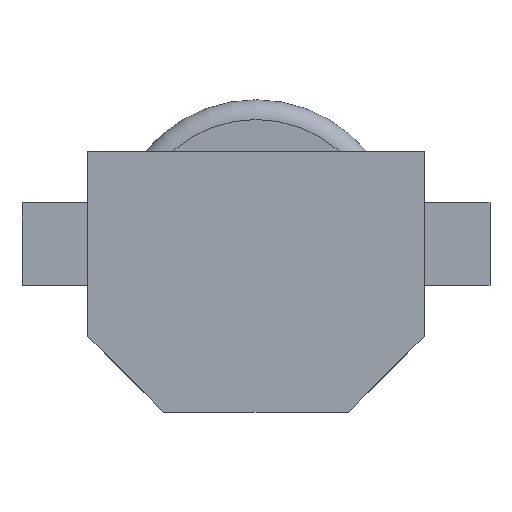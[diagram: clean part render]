
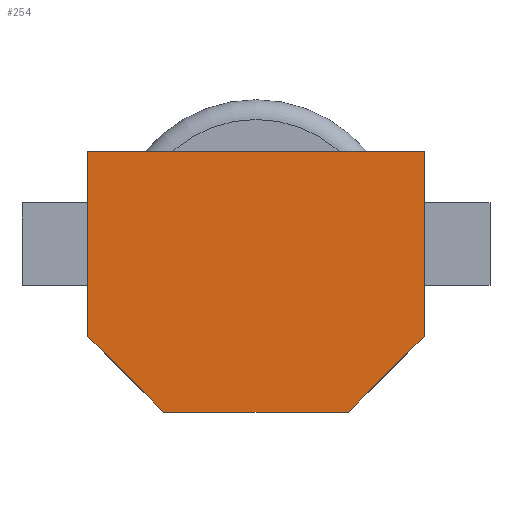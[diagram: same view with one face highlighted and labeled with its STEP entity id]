
A CAD part, top view. The second image highlights one B-rep face of the part: STEP entity #254.
In plain terms, the highlighted planar face has unit normal (0, 0, 1).
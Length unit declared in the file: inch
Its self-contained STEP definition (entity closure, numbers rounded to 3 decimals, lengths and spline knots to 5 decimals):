
#254=ADVANCED_FACE('',(#305),#281,.T.);
#281=PLANE('',#716);
#305=FACE_OUTER_BOUND('',#329,.T.);
#329=EDGE_LOOP('',(#411,#412,#413,#414,#415,#416));
#411=ORIENTED_EDGE('',*,*,#526,.T.);
#412=ORIENTED_EDGE('',*,*,#549,.T.);
#413=ORIENTED_EDGE('',*,*,#553,.T.);
#414=ORIENTED_EDGE('',*,*,#557,.T.);
#415=ORIENTED_EDGE('',*,*,#564,.T.);
#416=ORIENTED_EDGE('',*,*,#567,.T.);
#482=VERTEX_POINT('',#870);
#483=VERTEX_POINT('',#872);
#503=VERTEX_POINT('',#917);
#505=VERTEX_POINT('',#924);
#508=VERTEX_POINT('',#932);
#512=VERTEX_POINT('',#944);
#526=EDGE_CURVE('',#483,#482,#590,.T.);
#549=EDGE_CURVE('',#482,#503,#613,.T.);
#553=EDGE_CURVE('',#503,#505,#617,.T.);
#557=EDGE_CURVE('',#505,#508,#621,.T.);
#564=EDGE_CURVE('',#508,#512,#628,.T.);
#567=EDGE_CURVE('',#512,#483,#631,.T.);
#590=LINE('',#871,#650);
#613=LINE('',#918,#673);
#617=LINE('',#925,#677);
#621=LINE('',#933,#681);
#628=LINE('',#945,#688);
#631=LINE('',#951,#691);
#650=VECTOR('',#744,1.);
#673=VECTOR('',#773,1.);
#677=VECTOR('',#779,1.);
#681=VECTOR('',#785,1.);
#688=VECTOR('',#794,1.);
#691=VECTOR('',#799,1.);
#716=AXIS2_PLACEMENT_3D('',#954,#803,#804);
#744=DIRECTION('',(0.,-1.,0.));
#773=DIRECTION('',(0.707,-0.707,0.));
#779=DIRECTION('',(1.,0.,0.));
#785=DIRECTION('',(0.707,0.707,0.));
#794=DIRECTION('',(0.,1.,0.));
#799=DIRECTION('',(-1.,0.,0.));
#803=DIRECTION('',(0.,0.,1.));
#804=DIRECTION('',(1.,0.,0.));
#870=CARTESIAN_POINT('',(0.,0.115,0.1));
#871=CARTESIAN_POINT('',(0.,0.395,0.1));
#872=CARTESIAN_POINT('',(0.,0.395,0.1));
#917=CARTESIAN_POINT('',(0.115,0.,0.1));
#918=CARTESIAN_POINT('',(0.,0.115,0.1));
#924=CARTESIAN_POINT('',(0.395,0.,0.1));
#925=CARTESIAN_POINT('',(0.115,0.,0.1));
#932=CARTESIAN_POINT('',(0.51,0.115,0.1));
#933=CARTESIAN_POINT('',(0.395,0.,0.1));
#944=CARTESIAN_POINT('',(0.51,0.395,0.1));
#945=CARTESIAN_POINT('',(0.51,0.115,0.1));
#951=CARTESIAN_POINT('',(0.51,0.395,0.1));
#954=CARTESIAN_POINT('',(0.,0.,0.1));
